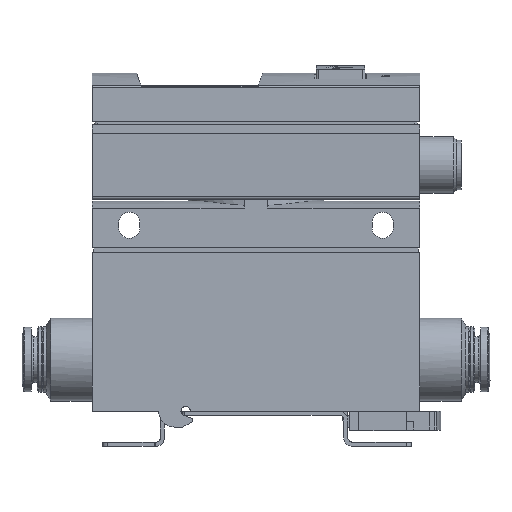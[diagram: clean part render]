
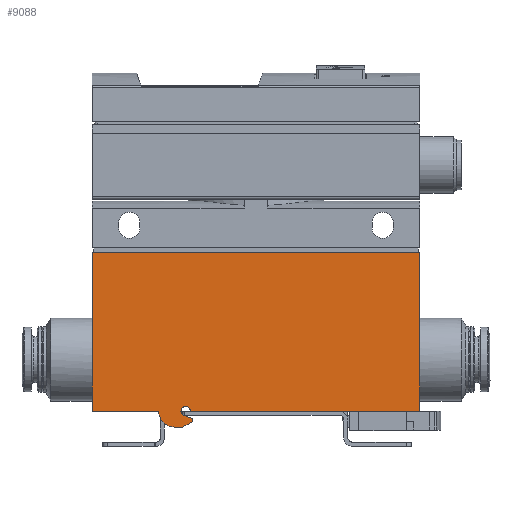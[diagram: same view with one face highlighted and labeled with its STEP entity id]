
A CAD part, left-side view. The second image highlights one B-rep face of the part: STEP entity #9088.
In plain terms, the highlighted face is planar.
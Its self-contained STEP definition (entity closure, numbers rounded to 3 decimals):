
#287=CIRCLE('',#9559,3.4);
#293=CIRCLE('',#9570,1.);
#768=ORIENTED_EDGE('',*,*,#2757,.F.);
#769=ORIENTED_EDGE('',*,*,#2743,.T.);
#770=ORIENTED_EDGE('',*,*,#2756,.T.);
#771=ORIENTED_EDGE('',*,*,#2714,.T.);
#772=ORIENTED_EDGE('',*,*,#2721,.T.);
#773=ORIENTED_EDGE('',*,*,#2724,.T.);
#774=ORIENTED_EDGE('',*,*,#2727,.T.);
#775=ORIENTED_EDGE('',*,*,#2730,.T.);
#776=ORIENTED_EDGE('',*,*,#2736,.F.);
#777=ORIENTED_EDGE('',*,*,#2738,.T.);
#778=ORIENTED_EDGE('',*,*,#2681,.T.);
#779=ORIENTED_EDGE('',*,*,#2522,.T.);
#2522=EDGE_CURVE('',#3542,#3541,#4239,.T.);
#2681=EDGE_CURVE('',#3676,#3542,#4328,.T.);
#2714=EDGE_CURVE('',#3701,#3700,#287,.T.);
#2721=EDGE_CURVE('',#3700,#3706,#4360,.T.);
#2724=EDGE_CURVE('',#3706,#3708,#4363,.T.);
#2727=EDGE_CURVE('',#3708,#3710,#4366,.T.);
#2730=EDGE_CURVE('',#3710,#3712,#4369,.T.);
#2736=EDGE_CURVE('',#3716,#3712,#293,.T.);
#2738=EDGE_CURVE('',#3716,#3676,#4373,.T.);
#2743=EDGE_CURVE('',#3721,#3722,#4377,.T.);
#2756=EDGE_CURVE('',#3722,#3701,#4390,.T.);
#2757=EDGE_CURVE('',#3721,#3541,#4391,.T.);
#3541=VERTEX_POINT('',#12240);
#3542=VERTEX_POINT('',#12242);
#3676=VERTEX_POINT('',#12644);
#3700=VERTEX_POINT('',#12706);
#3701=VERTEX_POINT('',#12708);
#3706=VERTEX_POINT('',#12720);
#3708=VERTEX_POINT('',#12726);
#3710=VERTEX_POINT('',#12732);
#3712=VERTEX_POINT('',#12738);
#3716=VERTEX_POINT('',#12749);
#3721=VERTEX_POINT('',#12764);
#3722=VERTEX_POINT('',#12765);
#4239=LINE('',#12241,#4954);
#4328=LINE('',#12643,#5043);
#4360=LINE('',#12721,#5075);
#4363=LINE('',#12727,#5078);
#4366=LINE('',#12733,#5081);
#4369=LINE('',#12739,#5084);
#4373=LINE('',#12753,#5088);
#4377=LINE('',#12763,#5092);
#4390=LINE('',#12785,#5105);
#4391=LINE('',#12787,#5106);
#4954=VECTOR('',#10155,1000.);
#5043=VECTOR('',#10408,1000.);
#5075=VECTOR('',#10470,1000.);
#5078=VECTOR('',#10475,1000.);
#5081=VECTOR('',#10480,1000.);
#5084=VECTOR('',#10485,1000.);
#5088=VECTOR('',#10501,1000.);
#5092=VECTOR('',#10509,1000.);
#5105=VECTOR('',#10524,1000.);
#5106=VECTOR('',#10527,1000.);
#5725=EDGE_LOOP('',(#768,#769,#770,#771,#772,#773,#774,#775,#776,#777,#778,
#779));
#6232=FACE_BOUND('',#5725,.T.);
#6712=PLANE('',#9575);
#9088=ADVANCED_FACE('',(#6232),#6712,.T.);
#9559=AXIS2_PLACEMENT_3D('',#12707,#10458,#10459);
#9570=AXIS2_PLACEMENT_3D('',#12750,#10496,#10497);
#9575=AXIS2_PLACEMENT_3D('',#12786,#10525,#10526);
#10155=DIRECTION('',(0.,0.,-1.));
#10408=DIRECTION('',(0.,-1.,0.));
#10458=DIRECTION('',(1.,0.,0.));
#10459=DIRECTION('',(0.,0.,-1.));
#10470=DIRECTION('',(0.,-1.,0.));
#10475=DIRECTION('',(0.,-0.866,-0.5));
#10480=DIRECTION('',(0.,0.,-1.));
#10485=DIRECTION('',(0.,0.94,-0.342));
#10496=DIRECTION('',(1.,0.,0.));
#10497=DIRECTION('',(0.,0.,-1.));
#10501=DIRECTION('',(0.,-0.707,0.707));
#10509=DIRECTION('',(0.,0.,1.));
#10524=DIRECTION('',(0.,-1.,0.));
#10525=DIRECTION('',(1.,0.,0.));
#10526=DIRECTION('',(0.,0.,-1.));
#10527=DIRECTION('',(0.,-1.,0.));
#12240=CARTESIAN_POINT('',(16.15,-34.9,-33.9));
#12241=CARTESIAN_POINT('',(16.15,-34.9,0.));
#12242=CARTESIAN_POINT('',(16.15,-34.9,0.));
#12643=CARTESIAN_POINT('',(16.15,13.9,0.));
#12644=CARTESIAN_POINT('',(16.15,13.9,0.));
#12706=CARTESIAN_POINT('',(16.15,17.35,3.4));
#12707=CARTESIAN_POINT('',(16.15,17.35,0.));
#12708=CARTESIAN_POINT('',(16.15,20.75,0.));
#12720=CARTESIAN_POINT('',(16.15,15.6,3.4));
#12721=CARTESIAN_POINT('',(16.15,17.35,3.4));
#12726=CARTESIAN_POINT('',(16.15,13.6,2.245));
#12727=CARTESIAN_POINT('',(16.15,15.6,3.4));
#12732=CARTESIAN_POINT('',(16.15,13.6,1.574));
#12733=CARTESIAN_POINT('',(16.15,13.6,2.245));
#12738=CARTESIAN_POINT('',(16.15,15.342,0.94));
#12739=CARTESIAN_POINT('',(16.15,13.6,1.574));
#12749=CARTESIAN_POINT('',(16.15,14.006,-0.106));
#12750=CARTESIAN_POINT('',(16.15,15.,0.));
#12753=CARTESIAN_POINT('',(16.15,14.006,-0.106));
#12763=CARTESIAN_POINT('',(16.15,34.9,-44.8));
#12764=CARTESIAN_POINT('',(16.15,34.9,-33.9));
#12765=CARTESIAN_POINT('',(16.15,34.9,0.));
#12785=CARTESIAN_POINT('',(16.15,34.9,0.));
#12786=CARTESIAN_POINT('',(16.15,15.,0.));
#12787=CARTESIAN_POINT('',(16.15,15.,-33.9));
